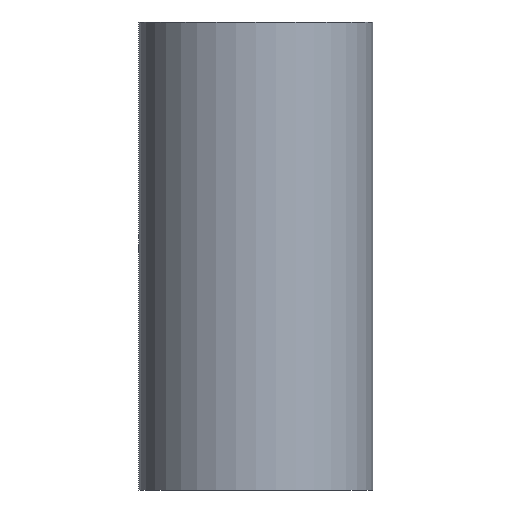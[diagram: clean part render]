
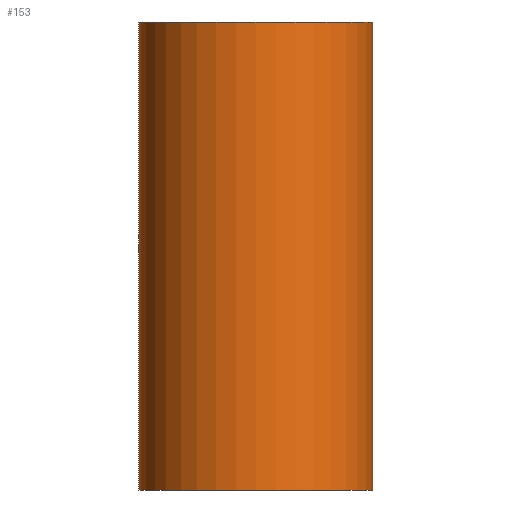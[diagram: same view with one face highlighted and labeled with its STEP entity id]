
A CAD part, left-side view. The second image highlights one B-rep face of the part: STEP entity #153.
In plain terms, the highlighted cylindrical face has radius 4 mm (diameter 8 mm), a full revolution.
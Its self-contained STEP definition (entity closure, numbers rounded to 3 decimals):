
#15=FACE_BOUND('',#34,.T.);
#26=FACE_OUTER_BOUND('',#33,.T.);
#33=EDGE_LOOP('',(#130,#131,#132,#133,#134,#135));
#34=EDGE_LOOP('',(#136,#137));
#44=CIRCLE('',#186,4.);
#45=CIRCLE('',#187,4.);
#46=CIRCLE('',#188,4.);
#47=CIRCLE('',#189,4.);
#55=LINE('',#341,#63);
#63=VECTOR('',#225,4.);
#64=B_SPLINE_CURVE_WITH_KNOTS('',3,(#238,#239,#240,#241,#242,#243,#244,
#245,#246,#247,#248,#249,#250,#251,#252,#253,#254,#255,#256,#257,#258,#259,
#260,#261,#262,#263),.UNSPECIFIED.,.F.,.F.,(4,2,2,2,2,2,2,2,2,2,2,2,4),
(0.,0.077,0.154,0.231,0.308,
0.384,0.461,0.538,0.615,
0.692,0.769,0.846,0.923),
 .UNSPECIFIED.);
#65=B_SPLINE_CURVE_WITH_KNOTS('',3,(#264,#265,#266,#267,#268,#269,#270,
#271,#272,#273),.UNSPECIFIED.,.F.,.F.,(4,2,2,2,4),(0.923,0.999,
1.076,1.153,1.23),.UNSPECIFIED.);
#68=VERTEX_POINT('',#236);
#69=VERTEX_POINT('',#237);
#79=VERTEX_POINT('',#336);
#80=VERTEX_POINT('',#337);
#81=VERTEX_POINT('',#340);
#82=VERTEX_POINT('',#342);
#83=EDGE_CURVE('',#68,#69,#64,.T.);
#84=EDGE_CURVE('',#69,#68,#65,.T.);
#99=EDGE_CURVE('',#79,#80,#44,.T.);
#100=EDGE_CURVE('',#80,#79,#45,.T.);
#101=EDGE_CURVE('',#80,#81,#55,.T.);
#102=EDGE_CURVE('',#81,#82,#46,.T.);
#103=EDGE_CURVE('',#82,#81,#47,.T.);
#130=ORIENTED_EDGE('',*,*,#99,.F.);
#131=ORIENTED_EDGE('',*,*,#100,.F.);
#132=ORIENTED_EDGE('',*,*,#101,.T.);
#133=ORIENTED_EDGE('',*,*,#102,.T.);
#134=ORIENTED_EDGE('',*,*,#103,.T.);
#135=ORIENTED_EDGE('',*,*,#101,.F.);
#136=ORIENTED_EDGE('',*,*,#83,.T.);
#137=ORIENTED_EDGE('',*,*,#84,.T.);
#148=CYLINDRICAL_SURFACE('',#185,4.);
#153=ADVANCED_FACE('',(#26,#15),#148,.T.);
#185=AXIS2_PLACEMENT_3D('',#335,#219,#220);
#186=AXIS2_PLACEMENT_3D('',#338,#221,#222);
#187=AXIS2_PLACEMENT_3D('',#339,#223,#224);
#188=AXIS2_PLACEMENT_3D('',#343,#226,#227);
#189=AXIS2_PLACEMENT_3D('',#344,#228,#229);
#219=DIRECTION('center_axis',(0.,0.,1.));
#220=DIRECTION('ref_axis',(1.,0.,0.));
#221=DIRECTION('center_axis',(0.,0.,1.));
#222=DIRECTION('ref_axis',(1.,0.,0.));
#223=DIRECTION('center_axis',(0.,0.,1.));
#224=DIRECTION('ref_axis',(1.,0.,0.));
#225=DIRECTION('',(0.,0.,-1.));
#226=DIRECTION('center_axis',(0.,0.,1.));
#227=DIRECTION('ref_axis',(1.,0.,0.));
#228=DIRECTION('center_axis',(0.,0.,1.));
#229=DIRECTION('ref_axis',(1.,0.,0.));
#236=CARTESIAN_POINT('',(3.464,-2.,4.));
#237=CARTESIAN_POINT('',(4.,0.,2.));
#238=CARTESIAN_POINT('Ctrl Pts',(3.464,-2.,4.));
#239=CARTESIAN_POINT('Ctrl Pts',(3.464,-2.,4.257));
#240=CARTESIAN_POINT('Ctrl Pts',(3.496,-1.948,4.526));
#241=CARTESIAN_POINT('Ctrl Pts',(3.602,-1.742,5.017));
#242=CARTESIAN_POINT('Ctrl Pts',(3.675,-1.59,5.239));
#243=CARTESIAN_POINT('Ctrl Pts',(3.808,-1.239,5.589));
#244=CARTESIAN_POINT('Ctrl Pts',(3.877,-1.017,5.742));
#245=CARTESIAN_POINT('Ctrl Pts',(3.973,-0.526,5.948));
#246=CARTESIAN_POINT('Ctrl Pts',(4.,-0.256,6.));
#247=CARTESIAN_POINT('Ctrl Pts',(4.,0.256,6.));
#248=CARTESIAN_POINT('Ctrl Pts',(3.973,0.526,5.948));
#249=CARTESIAN_POINT('Ctrl Pts',(3.877,1.017,5.742));
#250=CARTESIAN_POINT('Ctrl Pts',(3.808,1.239,5.589));
#251=CARTESIAN_POINT('Ctrl Pts',(3.675,1.59,5.239));
#252=CARTESIAN_POINT('Ctrl Pts',(3.602,1.742,5.017));
#253=CARTESIAN_POINT('Ctrl Pts',(3.496,1.948,4.526));
#254=CARTESIAN_POINT('Ctrl Pts',(3.464,2.,4.257));
#255=CARTESIAN_POINT('Ctrl Pts',(3.464,2.,3.743));
#256=CARTESIAN_POINT('Ctrl Pts',(3.496,1.948,3.474));
#257=CARTESIAN_POINT('Ctrl Pts',(3.602,1.742,2.983));
#258=CARTESIAN_POINT('Ctrl Pts',(3.675,1.59,2.761));
#259=CARTESIAN_POINT('Ctrl Pts',(3.808,1.239,2.411));
#260=CARTESIAN_POINT('Ctrl Pts',(3.877,1.017,2.258));
#261=CARTESIAN_POINT('Ctrl Pts',(3.973,0.526,2.052));
#262=CARTESIAN_POINT('Ctrl Pts',(4.,0.256,2.));
#263=CARTESIAN_POINT('Ctrl Pts',(4.,0.,2.));
#264=CARTESIAN_POINT('Ctrl Pts',(4.,0.,2.));
#265=CARTESIAN_POINT('Ctrl Pts',(4.,-0.256,2.));
#266=CARTESIAN_POINT('Ctrl Pts',(3.973,-0.526,2.052));
#267=CARTESIAN_POINT('Ctrl Pts',(3.877,-1.017,2.258));
#268=CARTESIAN_POINT('Ctrl Pts',(3.808,-1.239,2.411));
#269=CARTESIAN_POINT('Ctrl Pts',(3.675,-1.59,2.761));
#270=CARTESIAN_POINT('Ctrl Pts',(3.602,-1.742,2.983));
#271=CARTESIAN_POINT('Ctrl Pts',(3.496,-1.948,3.474));
#272=CARTESIAN_POINT('Ctrl Pts',(3.464,-2.,3.743));
#273=CARTESIAN_POINT('Ctrl Pts',(3.464,-2.,4.));
#335=CARTESIAN_POINT('Origin',(0.,0.,0.));
#336=CARTESIAN_POINT('',(4.,0.,16.));
#337=CARTESIAN_POINT('',(-4.,0.,16.));
#338=CARTESIAN_POINT('Origin',(0.,0.,16.));
#339=CARTESIAN_POINT('Origin',(0.,0.,16.));
#340=CARTESIAN_POINT('',(-4.,0.,0.));
#341=CARTESIAN_POINT('',(-4.,0.,0.));
#342=CARTESIAN_POINT('',(4.,0.,0.));
#343=CARTESIAN_POINT('Origin',(0.,0.,0.));
#344=CARTESIAN_POINT('Origin',(0.,0.,0.));
